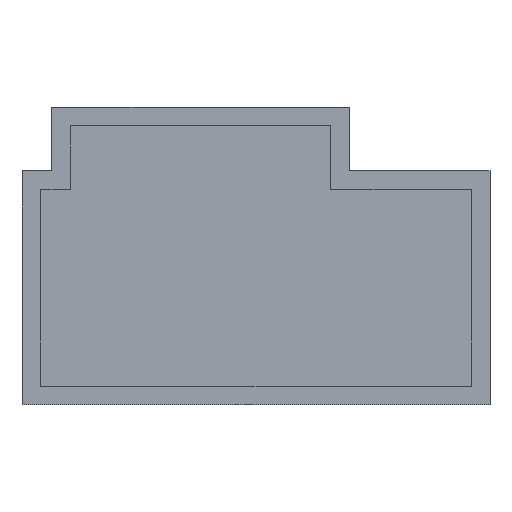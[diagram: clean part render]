
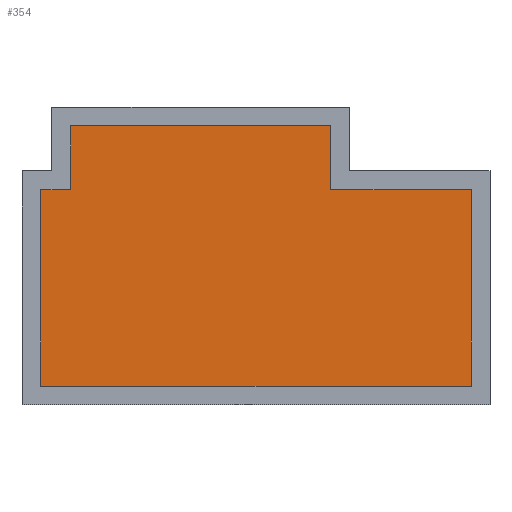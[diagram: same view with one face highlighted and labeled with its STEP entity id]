
A CAD part, top view. The second image highlights one B-rep face of the part: STEP entity #354.
In plain terms, the highlighted planar face has unit normal (0, 0, 1).
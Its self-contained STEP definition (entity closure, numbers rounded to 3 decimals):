
#24=FACE_OUTER_BOUND('',#43,.T.);
#43=EDGE_LOOP('',(#263,#264,#265,#266,#267,#268,#269,#270));
#55=LINE('',#490,#103);
#59=LINE('',#498,#107);
#62=LINE('',#504,#110);
#65=LINE('',#510,#113);
#68=LINE('',#516,#116);
#71=LINE('',#522,#119);
#74=LINE('',#528,#122);
#77=LINE('',#533,#125);
#103=VECTOR('',#402,10.);
#107=VECTOR('',#408,10.);
#110=VECTOR('',#413,10.);
#113=VECTOR('',#418,10.);
#116=VECTOR('',#423,10.);
#119=VECTOR('',#428,10.);
#122=VECTOR('',#433,10.);
#125=VECTOR('',#438,10.);
#151=VERTEX_POINT('',#488);
#152=VERTEX_POINT('',#489);
#155=VERTEX_POINT('',#497);
#157=VERTEX_POINT('',#503);
#159=VERTEX_POINT('',#509);
#161=VERTEX_POINT('',#515);
#163=VERTEX_POINT('',#521);
#165=VERTEX_POINT('',#527);
#183=EDGE_CURVE('',#151,#152,#55,.F.);
#187=EDGE_CURVE('',#155,#151,#59,.F.);
#190=EDGE_CURVE('',#157,#155,#62,.F.);
#193=EDGE_CURVE('',#159,#157,#65,.F.);
#196=EDGE_CURVE('',#161,#159,#68,.F.);
#199=EDGE_CURVE('',#163,#161,#71,.F.);
#202=EDGE_CURVE('',#165,#163,#74,.F.);
#205=EDGE_CURVE('',#152,#165,#77,.F.);
#263=ORIENTED_EDGE('',*,*,#205,.T.);
#264=ORIENTED_EDGE('',*,*,#202,.T.);
#265=ORIENTED_EDGE('',*,*,#199,.T.);
#266=ORIENTED_EDGE('',*,*,#196,.T.);
#267=ORIENTED_EDGE('',*,*,#193,.T.);
#268=ORIENTED_EDGE('',*,*,#190,.T.);
#269=ORIENTED_EDGE('',*,*,#187,.T.);
#270=ORIENTED_EDGE('',*,*,#183,.T.);
#335=PLANE('',#387);
#354=ADVANCED_FACE('',(#24),#335,.T.);
#387=AXIS2_PLACEMENT_3D('',#535,#440,#441);
#402=DIRECTION('',(0.,1.,0.));
#408=DIRECTION('',(1.,0.,0.));
#413=DIRECTION('',(0.,-1.,0.));
#418=DIRECTION('',(1.,0.,0.));
#423=DIRECTION('',(0.,-1.,0.));
#428=DIRECTION('',(-1.,0.,0.));
#433=DIRECTION('',(0.,1.,0.));
#438=DIRECTION('',(1.,0.,0.));
#440=DIRECTION('center_axis',(0.,0.,1.));
#441=DIRECTION('ref_axis',(1.,0.,0.));
#488=CARTESIAN_POINT('',(-33.6,105.6,4.4));
#489=CARTESIAN_POINT('',(-33.6,90.6,4.4));
#490=CARTESIAN_POINT('',(-33.6,92.5,4.4));
#497=CARTESIAN_POINT('',(27.6,105.6,4.4));
#498=CARTESIAN_POINT('',(21.,105.6,4.4));
#503=CARTESIAN_POINT('',(27.6,90.6,4.4));
#504=CARTESIAN_POINT('',(27.6,85.,4.4));
#509=CARTESIAN_POINT('',(60.6,90.6,4.4));
#510=CARTESIAN_POINT('',(37.5,90.6,4.4));
#515=CARTESIAN_POINT('',(60.6,44.4,4.4));
#516=CARTESIAN_POINT('',(60.6,57.5,4.4));
#521=CARTESIAN_POINT('',(-40.6,44.4,4.4));
#522=CARTESIAN_POINT('',(-17.5,44.4,4.4));
#527=CARTESIAN_POINT('',(-40.6,90.6,4.4));
#528=CARTESIAN_POINT('',(-40.6,85.,4.4));
#533=CARTESIAN_POINT('',(-14.,90.6,4.4));
#535=CARTESIAN_POINT('Origin',(10.,75.,4.4));
